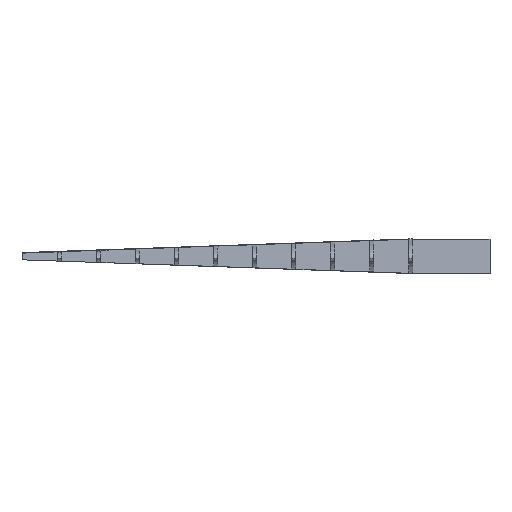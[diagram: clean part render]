
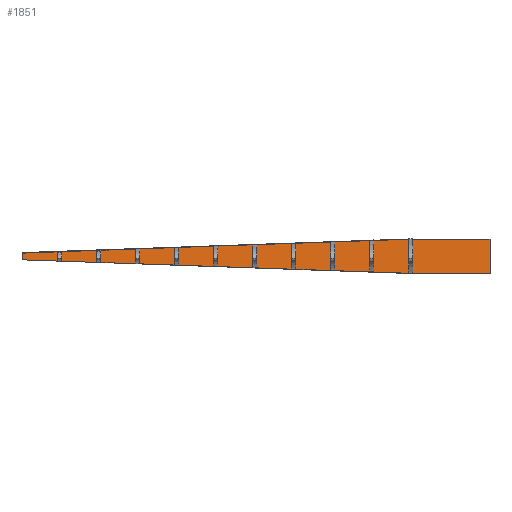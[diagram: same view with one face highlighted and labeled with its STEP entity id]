
A CAD part, left-side view. The second image highlights one B-rep face of the part: STEP entity #1851.
In plain terms, the highlighted planar face has unit normal (-0.993, -0.118, 0).
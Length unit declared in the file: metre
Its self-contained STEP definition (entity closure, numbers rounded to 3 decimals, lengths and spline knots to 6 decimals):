
#91=LINE('',#3833,#145);
#94=LINE('',#3887,#148);
#97=LINE('',#3893,#151);
#99=LINE('',#3896,#153);
#145=VECTOR('',#2897,1.);
#148=VECTOR('',#2902,1.);
#151=VECTOR('',#2907,1.);
#153=VECTOR('',#2911,1.);
#203=PLANE('',#2766);
#316=ORIENTED_EDGE('',*,*,#796,.F.);
#317=ORIENTED_EDGE('',*,*,#798,.F.);
#318=ORIENTED_EDGE('',*,*,#784,.T.);
#319=ORIENTED_EDGE('',*,*,#787,.T.);
#320=ORIENTED_EDGE('',*,*,#790,.F.);
#321=ORIENTED_EDGE('',*,*,#793,.T.);
#784=EDGE_CURVE('',#1029,#1031,#1202,.T.);
#787=EDGE_CURVE('',#1031,#1033,#91,.T.);
#790=EDGE_CURVE('',#1035,#1033,#1206,.T.);
#793=EDGE_CURVE('',#1035,#1037,#94,.T.);
#796=EDGE_CURVE('',#1039,#1037,#97,.T.);
#798=EDGE_CURVE('',#1029,#1039,#99,.T.);
#1029=VERTEX_POINT('',#3808);
#1031=VERTEX_POINT('',#3818);
#1033=VERTEX_POINT('',#3832);
#1035=VERTEX_POINT('',#3874);
#1037=VERTEX_POINT('',#3886);
#1039=VERTEX_POINT('',#3892);
#1202=B_SPLINE_CURVE_WITH_KNOTS('',3,(#3819,#3820,#3821,#3822,#3823,#3824),
 .UNSPECIFIED.,.F.,.F.,(4,1,1,4),(0.,0.403067,
0.6046,0.806133),.UNSPECIFIED.);
#1206=B_SPLINE_CURVE_WITH_KNOTS('',3,(#3875,#3876,#3877,#3878,#3879,#3880,
#3881),.UNSPECIFIED.,.F.,.F.,(4,1,1,1,4),(0.,0.201526,
0.403051,0.604577,0.806102),.UNSPECIFIED.);
#1383=EDGE_LOOP('',(#316,#317,#318,#319,#320,#321));
#1547=FACE_BOUND('',#1383,.T.);
#1851=ADVANCED_FACE('',(#1547),#203,.T.);
#2766=AXIS2_PLACEMENT_3D('',#3897,#2912,#2913);
#2897=DIRECTION('',(0.,0.,-1.));
#2902=DIRECTION('',(0.118,-0.993,0.));
#2907=DIRECTION('',(0.,0.,-1.));
#2911=DIRECTION('',(0.118,-0.993,0.));
#2912=DIRECTION('',(-0.993,-0.118,0.));
#2913=DIRECTION('',(0.118,-0.993,0.));
#3808=CARTESIAN_POINT('',(0.12,0.,0.039074));
#3818=CARTESIAN_POINT('',(0.025,0.8,0.010343));
#3819=CARTESIAN_POINT('',(0.12,0.,0.039074));
#3820=CARTESIAN_POINT('',(0.104166,0.133336,0.034357));
#3821=CARTESIAN_POINT('',(0.080416,0.333339,0.027274));
#3822=CARTESIAN_POINT('',(0.048749,0.600007,0.017721));
#3823=CARTESIAN_POINT('',(0.032916,0.733338,0.012869));
#3824=CARTESIAN_POINT('',(0.025,0.8,0.010343));
#3832=CARTESIAN_POINT('',(0.025,0.8,-0.003394));
#3833=CARTESIAN_POINT('',(0.025,0.8,0.010343));
#3874=CARTESIAN_POINT('',(0.12,0.,-0.031242));
#3875=CARTESIAN_POINT('',(0.12,0.,-0.031242));
#3876=CARTESIAN_POINT('',(0.112083,0.066666,-0.028894));
#3877=CARTESIAN_POINT('',(0.09625,0.199997,-0.0242));
#3878=CARTESIAN_POINT('',(0.072501,0.399995,-0.01717));
#3879=CARTESIAN_POINT('',(0.048751,0.599994,-0.010186));
#3880=CARTESIAN_POINT('',(0.032917,0.733329,-0.005573));
#3881=CARTESIAN_POINT('',(0.025,0.8,-0.003394));
#3886=CARTESIAN_POINT('',(0.138867,-0.158884,-0.031242));
#3887=CARTESIAN_POINT('',(0.12,0.,-0.031242));
#3892=CARTESIAN_POINT('',(0.138867,-0.158884,0.039074));
#3893=CARTESIAN_POINT('',(0.138867,-0.158884,0.003916));
#3896=CARTESIAN_POINT('',(0.12,0.,0.039074));
#3897=CARTESIAN_POINT('',(0.12,0.,0.003916));
